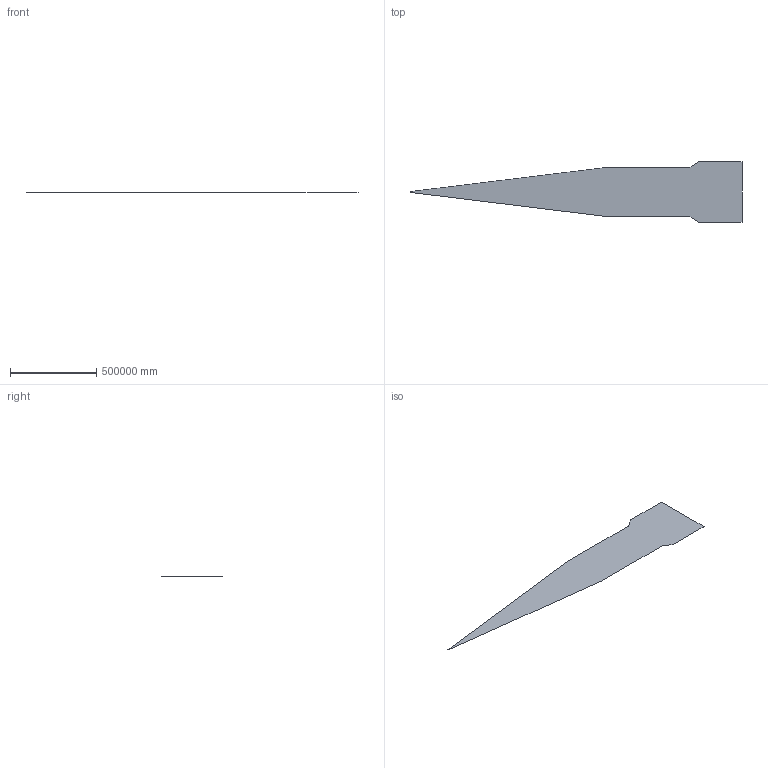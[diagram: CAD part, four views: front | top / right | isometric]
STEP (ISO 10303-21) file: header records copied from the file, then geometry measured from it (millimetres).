
FILE_DESCRIPTION(('Open CASCADE Model'),'2;1');
FILE_NAME('Open CASCADE Shape Model','2023-02-02T09:17:40',('Author'),( 'Open CASCADE'),'Open CASCADE STEP processor 7.5','Open CASCADE 7.5' ,'Unknown');
FILE_SCHEMA(('AUTOMOTIVE_DESIGN { 1 0 10303 214 1 1 1 1 }'));
Length unit declared in the file: metre
Products named in the file (1): Open CASCADE STEP translator 7.5 2
Bounding box: 1925790 x 348822.64 x 0 mm (x, y, z)
Surface area: 403386306741.2 mm2 (no closed solid volume)
Topology: 0 solids, 1 shells, 1 faces, 11 edges, 11 vertices
Faces by surface type: plane 1
Entity records: 193 total; most frequent: CARTESIAN_POINT 35, DIRECTION 28, LINE 18, VECTOR 18, ORIENTED_EDGE 11, EDGE_CURVE 11, VERTEX_POINT 11, SURFACE_CURVE 11
